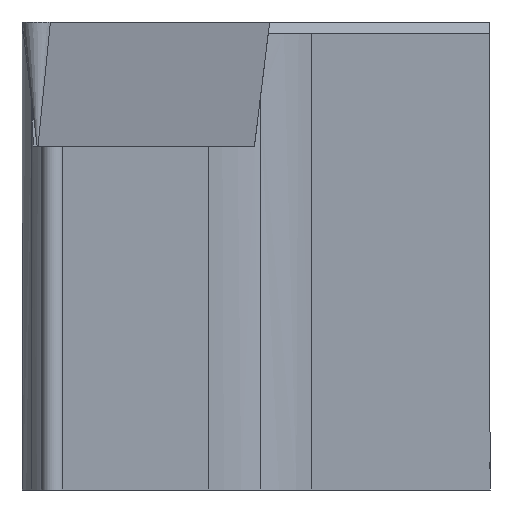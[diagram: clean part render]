
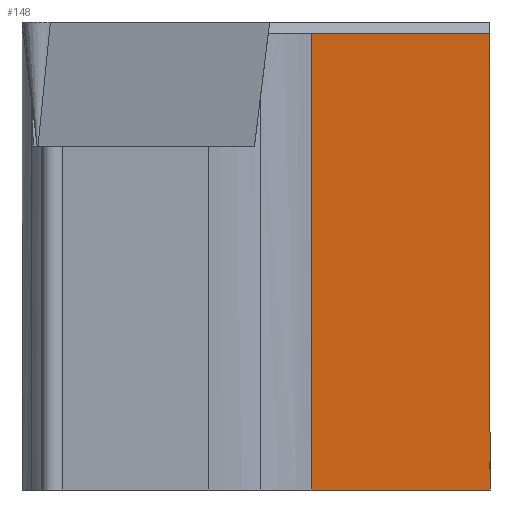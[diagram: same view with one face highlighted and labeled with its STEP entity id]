
A CAD part, left-side view. The second image highlights one B-rep face of the part: STEP entity #148.
In plain terms, the highlighted planar face has unit normal (-0.574, -0.819, 0).
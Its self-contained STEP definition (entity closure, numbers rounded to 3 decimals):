
#148=ADVANCED_FACE('',(#193),#167,.F.);
#167=PLANE('',#602);
#193=FACE_OUTER_BOUND('',#219,.T.);
#219=EDGE_LOOP('',(#334,#335,#336,#337));
#334=ORIENTED_EDGE('',*,*,#441,.F.);
#335=ORIENTED_EDGE('',*,*,#427,.T.);
#336=ORIENTED_EDGE('',*,*,#451,.T.);
#337=ORIENTED_EDGE('',*,*,#460,.F.);
#375=VERTEX_POINT('',#805);
#376=VERTEX_POINT('',#806);
#387=VERTEX_POINT('',#834);
#393=VERTEX_POINT('',#852);
#427=EDGE_CURVE('',#375,#376,#487,.T.);
#441=EDGE_CURVE('',#375,#387,#501,.T.);
#451=EDGE_CURVE('',#376,#393,#506,.T.);
#460=EDGE_CURVE('',#387,#393,#509,.T.);
#487=LINE('',#804,#535);
#501=LINE('',#833,#549);
#506=LINE('',#853,#554);
#509=LINE('',#870,#557);
#535=VECTOR('',#664,1.);
#549=VECTOR('',#684,1.);
#554=VECTOR('',#705,1.);
#557=VECTOR('',#728,1.);
#602=AXIS2_PLACEMENT_3D('',#873,#733,#734);
#664=DIRECTION('',(0.,0.,1.));
#684=DIRECTION('',(-0.819,0.574,0.));
#705=DIRECTION('',(-0.819,0.574,0.));
#728=DIRECTION('',(0.,0.,1.));
#733=DIRECTION('',(0.574,0.819,0.));
#734=DIRECTION('',(0.819,-0.574,0.));
#804=CARTESIAN_POINT('',(17.138,0.,116.63));
#805=CARTESIAN_POINT('',(17.138,0.,-12.));
#806=CARTESIAN_POINT('',(17.138,0.,-0.3));
#833=CARTESIAN_POINT('',(5.638,8.052,-12.));
#834=CARTESIAN_POINT('',(10.616,4.567,-12.));
#852=CARTESIAN_POINT('',(10.616,4.567,-0.3));
#853=CARTESIAN_POINT('',(5.638,8.052,-0.3));
#870=CARTESIAN_POINT('',(10.616,4.567,116.63));
#873=CARTESIAN_POINT('',(17.138,0.,116.63));
